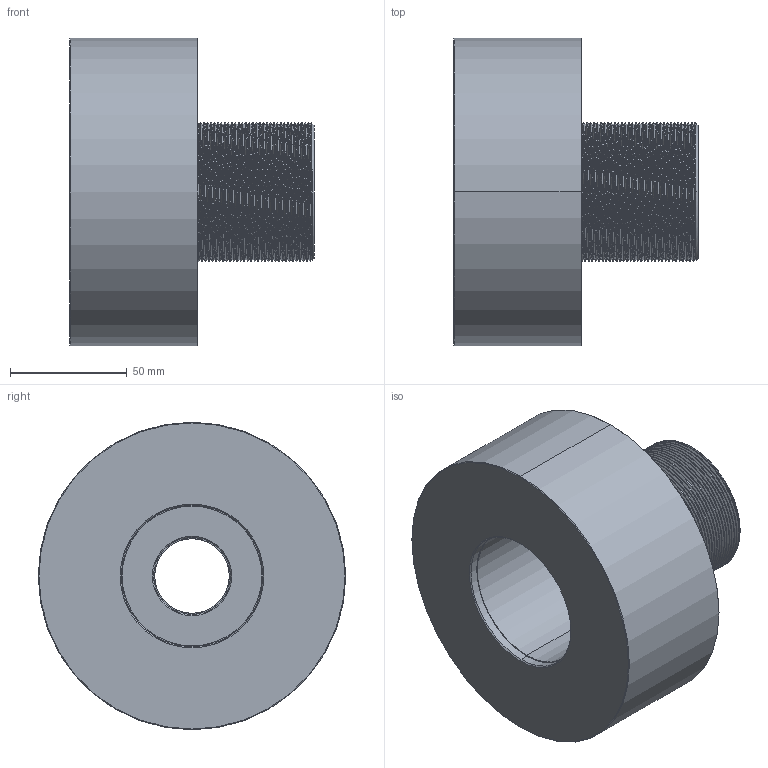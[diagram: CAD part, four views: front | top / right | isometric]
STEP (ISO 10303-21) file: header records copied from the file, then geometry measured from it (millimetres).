
FILE_DESCRIPTION (( 'STEP AP214' ), '1' );
FILE_NAME ('U1912548-48.STEP', '2017-07-25T07:11:30', ( 'compete' ), ( 'Hewlett-Packard Company' ), 'SwSTEP 2.0', 'SolidWorks 2017', '' );
FILE_SCHEMA (( 'AUTOMOTIVE_DESIGN' ));
Length unit declared in the file: millimetre
Products named in the file (6): Stempelstangstætning_EB2032N3580; Oring_ORING 33 X 2,62; Adapter_U19xxx48-48_A1_1125-A1; U1912548-48; Skraber_CH56 PT 32 X 42 X 5,8; Leje_MU-B TFP 323630
Assembly tree (5 placements, depth 2):
  U1912548-48
    Adapter_U19xxx48-48_A1_1125-A1
    Leje_MU-B TFP 323630
    Skraber_CH56 PT 32 X 42 X 5,8
    Oring_ORING 33 X 2,62
    Stempelstangstætning_EB2032N3580
Bounding box: 105 x 132 x 132 mm (x, y, z)
Volume: 698732 mm3; surface area: 93047.6 mm2
Topology: 5 solids, 5 shells, 163 faces, 395 edges, 248 vertices
Faces by surface type: cylinder 100, cone 26, torus 18, plane 16, bspline 3
Entity records: 20621 total; most frequent: CARTESIAN_POINT 16786, ORIENTED_EDGE 790, DIRECTION 717, EDGE_CURVE 395, AXIS2_PLACEMENT_3D 296, VERTEX_POINT 248, EDGE_LOOP 179, ADVANCED_FACE 163
